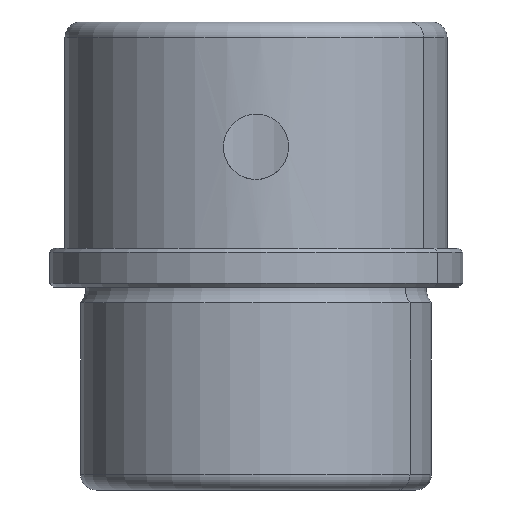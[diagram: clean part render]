
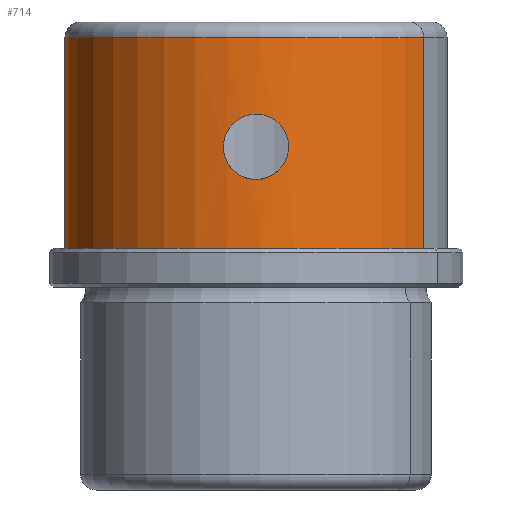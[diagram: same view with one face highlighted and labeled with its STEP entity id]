
A CAD part, front view. The second image highlights one B-rep face of the part: STEP entity #714.
In plain terms, the highlighted cylindrical face has radius 24.5 mm (diameter 49 mm), a partial arc.
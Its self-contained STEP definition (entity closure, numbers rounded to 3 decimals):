
#94=CARTESIAN_POINT('Vertex',(3.675,-24.223,15.992)) ;
#120=CARTESIAN_POINT('Vertex',(-3.675,-24.223,20.008)) ;
#124=CARTESIAN_POINT('Control Point',(3.675,-24.223,15.992)) ;
#125=CARTESIAN_POINT('Control Point',(3.482,-24.252,15.639)) ;
#126=CARTESIAN_POINT('Control Point',(3.247,-24.286,15.309)) ;
#127=CARTESIAN_POINT('Control Point',(2.973,-24.322,15.009)) ;
#128=CARTESIAN_POINT('Control Point',(2.052,-24.427,14.218)) ;
#129=CARTESIAN_POINT('Control Point',(0.888,-24.504,13.786)) ;
#130=CARTESIAN_POINT('Control Point',(0.053,-24.522,13.693)) ;
#131=CARTESIAN_POINT('Control Point',(-1.591,-24.477,13.917)) ;
#132=CARTESIAN_POINT('Control Point',(-2.95,-24.335,14.862)) ;
#133=CARTESIAN_POINT('Control Point',(-3.501,-24.253,15.491)) ;
#134=CARTESIAN_POINT('Control Point',(-4.17,-24.144,16.794)) ;
#135=CARTESIAN_POINT('Control Point',(-4.251,-24.128,18.243)) ;
#136=CARTESIAN_POINT('Control Point',(-4.167,-24.143,18.871)) ;
#137=CARTESIAN_POINT('Control Point',(-3.971,-24.178,19.467)) ;
#138=CARTESIAN_POINT('Control Point',(-3.675,-24.223,20.008)) ;
#165=CARTESIAN_POINT('Control Point',(-3.675,-24.223,20.008)) ;
#166=CARTESIAN_POINT('Control Point',(-3.482,-24.252,20.361)) ;
#167=CARTESIAN_POINT('Control Point',(-3.247,-24.286,20.691)) ;
#168=CARTESIAN_POINT('Control Point',(-2.973,-24.322,20.991)) ;
#169=CARTESIAN_POINT('Control Point',(-2.052,-24.427,21.782)) ;
#170=CARTESIAN_POINT('Control Point',(-0.888,-24.504,22.214)) ;
#171=CARTESIAN_POINT('Control Point',(-0.053,-24.522,22.307)) ;
#172=CARTESIAN_POINT('Control Point',(1.591,-24.477,22.083)) ;
#173=CARTESIAN_POINT('Control Point',(2.95,-24.335,21.138)) ;
#174=CARTESIAN_POINT('Control Point',(3.501,-24.253,20.509)) ;
#175=CARTESIAN_POINT('Control Point',(4.17,-24.144,19.206)) ;
#176=CARTESIAN_POINT('Control Point',(4.251,-24.128,17.757)) ;
#177=CARTESIAN_POINT('Control Point',(4.167,-24.143,17.129)) ;
#178=CARTESIAN_POINT('Control Point',(3.971,-24.178,16.533)) ;
#179=CARTESIAN_POINT('Control Point',(3.675,-24.223,15.992)) ;
#197=CARTESIAN_POINT('Vertex',(21.501,-11.746,32.)) ;
#213=CARTESIAN_POINT('Vertex',(-21.501,11.746,32.)) ;
#216=CARTESIAN_POINT('Axis2P3D Location',(0.,0.,32.)) ;
#652=CARTESIAN_POINT('Axis2P3D Location',(0.,0.,5.)) ;
#656=CARTESIAN_POINT('Vertex',(21.501,-11.746,5.)) ;
#658=CARTESIAN_POINT('Vertex',(-21.501,11.746,5.)) ;
#671=CARTESIAN_POINT('Axis2P3D Location',(0.,0.,4.)) ;
#676=CARTESIAN_POINT('Line Origine',(21.501,-11.746,19.5)) ;
#681=CARTESIAN_POINT('Line Origine',(-21.501,11.746,19.5)) ;
#217=DIRECTION('Axis2P3D Direction',(0.,0.,-1.)) ;
#653=DIRECTION('Axis2P3D Direction',(0.,0.,-1.)) ;
#672=DIRECTION('Axis2P3D Direction',(0.,0.,-1.)) ;
#673=DIRECTION('Axis2P3D XDirection',(-0.878,0.479,-0.)) ;
#677=DIRECTION('Vector Direction',(0.,0.,-1.)) ;
#682=DIRECTION('Vector Direction',(0.,0.,-1.)) ;
#218=AXIS2_PLACEMENT_3D('Circle Axis2P3D',#216,#217,$) ;
#654=AXIS2_PLACEMENT_3D('Circle Axis2P3D',#652,#653,$) ;
#674=AXIS2_PLACEMENT_3D('Cylinder Axis2P3D',#671,#672,#673) ;
#705=ORIENTED_EDGE('',*,*,#685,.F.) ;
#706=ORIENTED_EDGE('',*,*,#660,.F.) ;
#707=ORIENTED_EDGE('',*,*,#680,.T.) ;
#708=ORIENTED_EDGE('',*,*,#220,.T.) ;
#711=ORIENTED_EDGE('',*,*,#139,.T.) ;
#712=ORIENTED_EDGE('',*,*,#180,.T.) ;
#713=FACE_BOUND('',#710,.T.) ;
#678=VECTOR('Line Direction',#677,1.) ;
#683=VECTOR('Line Direction',#682,1.) ;
#714=ADVANCED_FACE('PartBody',(#709,#713),#675,.T.) ;
#123=B_SPLINE_CURVE_WITH_KNOTS('',5,(#124,#125,#126,#127,#128,#129,#130,#131,#132,#133,#134,#135,#136,#137,#138),.UNSPECIFIED.,.F.,.U.,(6,3,3,3,6),(0.,2.856,8.553,14.27,18.641),.UNSPECIFIED.) ;
#164=B_SPLINE_CURVE_WITH_KNOTS('',5,(#165,#166,#167,#168,#169,#170,#171,#172,#173,#174,#175,#176,#177,#178,#179),.UNSPECIFIED.,.F.,.U.,(6,3,3,3,6),(0.,2.856,8.553,14.27,18.641),.UNSPECIFIED.) ;
#219=CIRCLE('generated circle',#218,24.5) ;
#655=CIRCLE('generated circle',#654,24.5) ;
#675=CYLINDRICAL_SURFACE('generated cylinder',#674,24.5) ;
#139=EDGE_CURVE('',#95,#121,#123,.T.) ;
#180=EDGE_CURVE('',#121,#95,#164,.T.) ;
#220=EDGE_CURVE('',#198,#214,#219,.T.) ;
#660=EDGE_CURVE('',#657,#659,#655,.T.) ;
#680=EDGE_CURVE('',#657,#198,#679,.F.) ;
#685=EDGE_CURVE('',#659,#214,#684,.F.) ;
#704=EDGE_LOOP('',(#705,#706,#707,#708)) ;
#710=EDGE_LOOP('',(#711,#712)) ;
#709=FACE_OUTER_BOUND('',#704,.T.) ;
#679=LINE('Line',#676,#678) ;
#684=LINE('Line',#681,#683) ;
#95=VERTEX_POINT('',#94) ;
#121=VERTEX_POINT('',#120) ;
#198=VERTEX_POINT('',#197) ;
#214=VERTEX_POINT('',#213) ;
#657=VERTEX_POINT('',#656) ;
#659=VERTEX_POINT('',#658) ;
